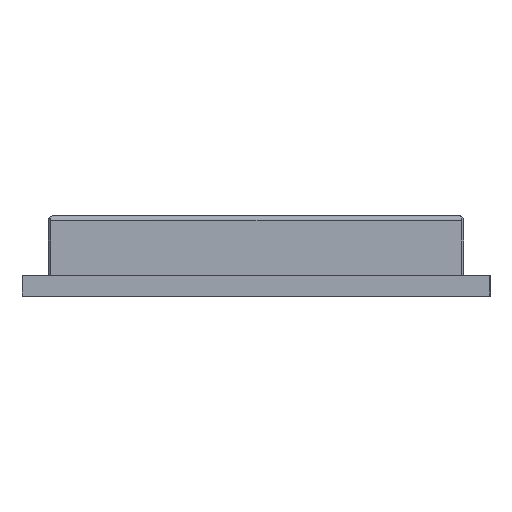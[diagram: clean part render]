
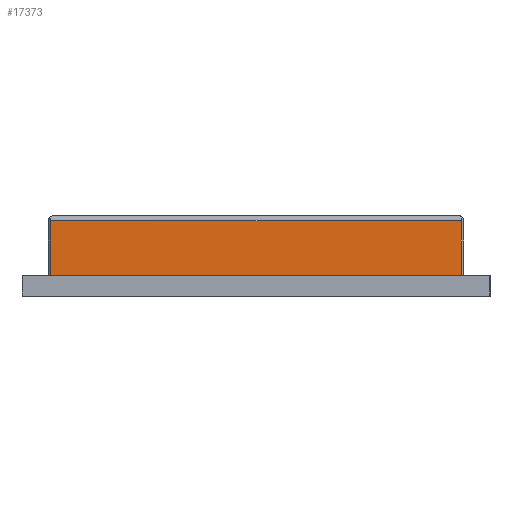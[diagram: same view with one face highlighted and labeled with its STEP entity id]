
A CAD part, front view. The second image highlights one B-rep face of the part: STEP entity #17373.
In plain terms, the highlighted planar face has unit normal (0, -1, 0).
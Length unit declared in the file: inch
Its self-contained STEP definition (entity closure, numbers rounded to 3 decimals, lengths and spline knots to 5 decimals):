
#5950 = FACE_OUTER_BOUND ( 'NONE', #11554, .T. ) ;
#6115 = ORIENTED_EDGE ( 'NONE', *, *, #30654, .T. ) ;
#7928 = DIRECTION ( 'NONE',  ( 1., 0., 0. ) ) ;
#10547 = CARTESIAN_POINT ( 'NONE',  ( -0.31102, -0.46063, 0.0315 ) ) ;
#11554 = EDGE_LOOP ( 'NONE', ( #71714, #6115, #70634, #24137 ) ) ;
#14071 = CARTESIAN_POINT ( 'NONE',  ( -0.31496, -0.46063, 0.11417 ) ) ;
#17373 = ADVANCED_FACE ( 'NONE', ( #5950 ), #72613, .T. ) ;
#20923 = CARTESIAN_POINT ( 'NONE',  ( -0.31102, -0.46063, 0.0315 ) ) ;
#23396 = CARTESIAN_POINT ( 'NONE',  ( 0.31102, -0.46063, 0.0315 ) ) ;
#23987 = VECTOR ( 'NONE', #49006, 39.37008 ) ;
#24137 = ORIENTED_EDGE ( 'NONE', *, *, #80868, .T. ) ;
#24659 = CARTESIAN_POINT ( 'NONE',  ( 0.31102, -0.46063, 0.0315 ) ) ;
#30654 = EDGE_CURVE ( 'NONE', #76205, #57165, #84834, .T. ) ;
#33200 = CARTESIAN_POINT ( 'NONE',  ( 0.31102, -0.46063, 0.11417 ) ) ;
#35525 = LINE ( 'NONE', #68022, #56129 ) ;
#37685 = VERTEX_POINT ( 'NONE', #81003 ) ;
#46233 = EDGE_CURVE ( 'NONE', #77704, #76205, #35525, .T. ) ;
#46686 = DIRECTION ( 'NONE',  ( 0., 0., -1. ) ) ;
#47098 = CARTESIAN_POINT ( 'NONE',  ( -0.31496, -0.46063, 0.0315 ) ) ;
#47531 = DIRECTION ( 'NONE',  ( 0., -1., 0. ) ) ;
#47702 = LINE ( 'NONE', #20923, #23987 ) ;
#49006 = DIRECTION ( 'NONE',  ( 0., 0., -1. ) ) ;
#56129 = VECTOR ( 'NONE', #7928, 39.37008 ) ;
#56959 = VECTOR ( 'NONE', #73792, 39.37008 ) ;
#57165 = VERTEX_POINT ( 'NONE', #33200 ) ;
#60431 = VECTOR ( 'NONE', #78672, 39.37008 ) ;
#64307 = EDGE_CURVE ( 'NONE', #57165, #37685, #85665, .T. ) ;
#68022 = CARTESIAN_POINT ( 'NONE',  ( 0., -0.46063, 0.0315 ) ) ;
#70634 = ORIENTED_EDGE ( 'NONE', *, *, #64307, .T. ) ;
#71714 = ORIENTED_EDGE ( 'NONE', *, *, #46233, .T. ) ;
#72613 = PLANE ( 'NONE',  #82134 ) ;
#73792 = DIRECTION ( 'NONE',  ( -1., 0., 0. ) ) ;
#76205 = VERTEX_POINT ( 'NONE', #23396 ) ;
#77704 = VERTEX_POINT ( 'NONE', #10547 ) ;
#78672 = DIRECTION ( 'NONE',  ( 0., 0., 1. ) ) ;
#80868 = EDGE_CURVE ( 'NONE', #37685, #77704, #47702, .T. ) ;
#81003 = CARTESIAN_POINT ( 'NONE',  ( -0.31102, -0.46063, 0.11417 ) ) ;
#82134 = AXIS2_PLACEMENT_3D ( 'NONE', #47098, #47531, #46686 ) ;
#84834 = LINE ( 'NONE', #24659, #60431 ) ;
#85665 = LINE ( 'NONE', #14071, #56959 ) ;
